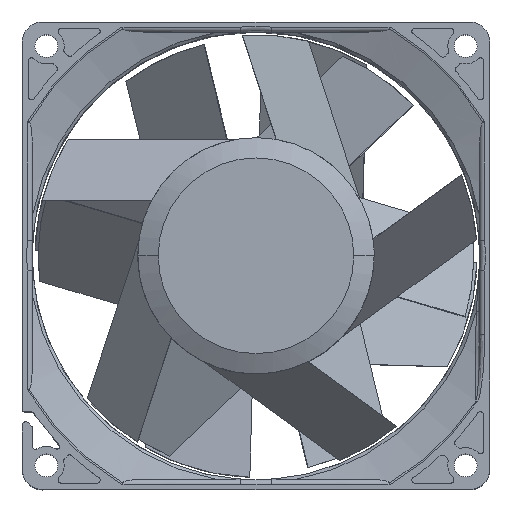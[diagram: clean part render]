
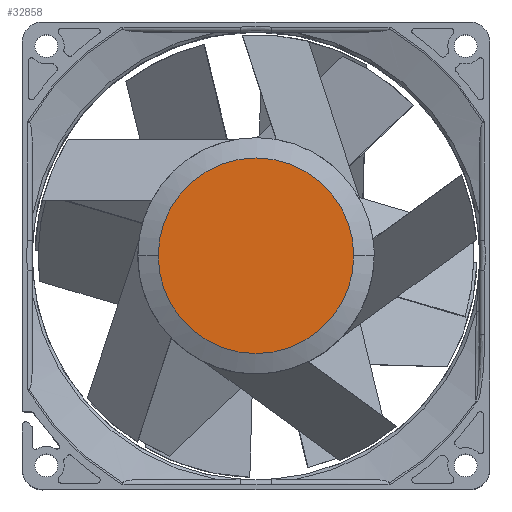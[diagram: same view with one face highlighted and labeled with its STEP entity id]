
A CAD part, top view. The second image highlights one B-rep face of the part: STEP entity #32858.
In plain terms, the highlighted planar face has unit normal (0, 0, 1).
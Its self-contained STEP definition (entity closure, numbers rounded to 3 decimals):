
#32287=CARTESIAN_POINT('',(0.,0.,28.));
#32288=DIRECTION('',(0.,0.,1.));
#32289=DIRECTION('',(-1.,0.,0.));
#32290=AXIS2_PLACEMENT_3D('',#32287,#32288,#32289);
#32292=CARTESIAN_POINT('',(0.,0.,28.));
#32293=DIRECTION('',(0.,0.,1.));
#32294=DIRECTION('',(1.,0.,0.));
#32295=AXIS2_PLACEMENT_3D('',#32292,#32293,#32294);
#32418=CARTESIAN_POINT('',(-19.25,0.,28.));
#32419=CARTESIAN_POINT('',(19.25,0.,28.));
#32420=VERTEX_POINT('',#32418);
#32421=VERTEX_POINT('',#32419);
#32849=CARTESIAN_POINT('',(0.,0.,28.));
#32850=DIRECTION('',(0.,0.,1.));
#32851=DIRECTION('',(1.,0.,0.));
#32852=AXIS2_PLACEMENT_3D('',#32849,#32850,#32851);
#32853=PLANE('',#32852);
#32854=ORIENTED_EDGE('',*,*,#32707,.F.);
#32855=ORIENTED_EDGE('',*,*,#32677,.F.);
#32856=EDGE_LOOP('',(#32854,#32855));
#32857=FACE_OUTER_BOUND('',#32856,.F.);
#32858=ADVANCED_FACE('',(#32857),#32853,.T.);
#32291=CIRCLE('',#32290,19.25);
#32296=CIRCLE('',#32295,19.25);
#32677=EDGE_CURVE('',#32421,#32420,#32296,.T.);
#32707=EDGE_CURVE('',#32420,#32421,#32291,.T.);
